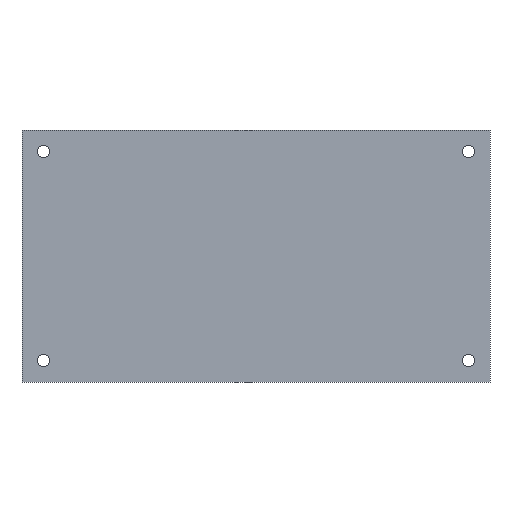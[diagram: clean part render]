
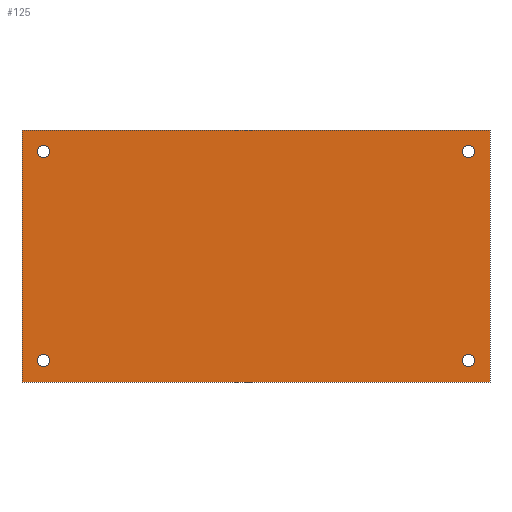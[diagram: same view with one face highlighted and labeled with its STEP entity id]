
A CAD part, front view. The second image highlights one B-rep face of the part: STEP entity #125.
In plain terms, the highlighted planar face has unit normal (0, -1, 0).
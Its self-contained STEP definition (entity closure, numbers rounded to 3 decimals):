
#23 = DIRECTION ( 'NONE',  ( 0., 1., 0. ) ) ;
#29 = EDGE_CURVE ( 'NONE', #748, #2051, #1456, .T. ) ;
#61 = EDGE_CURVE ( 'NONE', #1097, #2010, #1816, .T. ) ;
#67 = DIRECTION ( 'NONE',  ( 0., -1., 0. ) ) ;
#81 = ORIENTED_EDGE ( 'NONE', *, *, #61, .T. ) ;
#101 = FACE_BOUND ( 'NONE', #2061, .T. ) ;
#119 = VERTEX_POINT ( 'NONE', #1443 ) ;
#125 = ADVANCED_FACE ( 'NONE', ( #760, #224, #1229, #101, #1059 ), #887, .T. ) ;
#126 = CARTESIAN_POINT ( 'NONE',  ( 6., 0., -4.3 ) ) ;
#130 = CARTESIAN_POINT ( 'NONE',  ( 124., 0., -64. ) ) ;
#132 = CIRCLE ( 'NONE', #2033, 1.7 ) ;
#180 = VECTOR ( 'NONE', #689, 1000. ) ;
#182 = EDGE_CURVE ( 'NONE', #972, #493, #654, .T. ) ;
#189 = LINE ( 'NONE', #322, #180 ) ;
#222 = DIRECTION ( 'NONE',  ( 0., 0., 1. ) ) ;
#224 = FACE_BOUND ( 'NONE', #422, .T. ) ;
#235 = CIRCLE ( 'NONE', #971, 1.7 ) ;
#274 = ORIENTED_EDGE ( 'NONE', *, *, #351, .T. ) ;
#283 = EDGE_CURVE ( 'NONE', #2051, #119, #1507, .T. ) ;
#310 = VERTEX_POINT ( 'NONE', #705 ) ;
#322 = CARTESIAN_POINT ( 'NONE',  ( 0., 0., 0. ) ) ;
#337 = VERTEX_POINT ( 'NONE', #2043 ) ;
#351 = EDGE_CURVE ( 'NONE', #310, #1307, #132, .T. ) ;
#358 = AXIS2_PLACEMENT_3D ( 'NONE', #1224, #1745, #222 ) ;
#388 = VECTOR ( 'NONE', #746, 1000. ) ;
#422 = EDGE_LOOP ( 'NONE', ( #1765, #735 ) ) ;
#443 = EDGE_CURVE ( 'NONE', #2010, #1097, #1969, .T. ) ;
#493 = VERTEX_POINT ( 'NONE', #1694 ) ;
#578 = CARTESIAN_POINT ( 'NONE',  ( 6., 0., -7.7 ) ) ;
#583 = CIRCLE ( 'NONE', #1833, 1.7 ) ;
#613 = EDGE_CURVE ( 'NONE', #697, #337, #583, .T. ) ;
#622 = CARTESIAN_POINT ( 'NONE',  ( 0., 0., 0. ) ) ;
#632 = DIRECTION ( 'NONE',  ( 0., 1., 0. ) ) ;
#641 = EDGE_LOOP ( 'NONE', ( #1161, #993, #922, #1830 ) ) ;
#654 = CIRCLE ( 'NONE', #1801, 1.7 ) ;
#667 = VERTEX_POINT ( 'NONE', #1953 ) ;
#673 = EDGE_CURVE ( 'NONE', #119, #667, #1972, .T. ) ;
#689 = DIRECTION ( 'NONE',  ( 1., 0., 0. ) ) ;
#697 = VERTEX_POINT ( 'NONE', #1662 ) ;
#698 = DIRECTION ( 'NONE',  ( 0., 1., 0. ) ) ;
#705 = CARTESIAN_POINT ( 'NONE',  ( 6., 0., -65.7 ) ) ;
#722 = DIRECTION ( 'NONE',  ( 0., 0., -1. ) ) ;
#735 = ORIENTED_EDGE ( 'NONE', *, *, #182, .T. ) ;
#746 = DIRECTION ( 'NONE',  ( 0., 0., -1. ) ) ;
#748 = VERTEX_POINT ( 'NONE', #930 ) ;
#760 = FACE_BOUND ( 'NONE', #2041, .T. ) ;
#767 = DIRECTION ( 'NONE',  ( 0., 0., 1. ) ) ;
#777 = CARTESIAN_POINT ( 'NONE',  ( 124., 0., -6. ) ) ;
#792 = DIRECTION ( 'NONE',  ( 0., 0., 1. ) ) ;
#798 = DIRECTION ( 'NONE',  ( 0., 1., 0. ) ) ;
#821 = VECTOR ( 'NONE', #953, 1000. ) ;
#822 = EDGE_CURVE ( 'NONE', #1307, #310, #235, .T. ) ;
#838 = CARTESIAN_POINT ( 'NONE',  ( 6., 0., -62.3 ) ) ;
#845 = DIRECTION ( 'NONE',  ( 0., 0., -1. ) ) ;
#887 = PLANE ( 'NONE',  #2093 ) ;
#922 = ORIENTED_EDGE ( 'NONE', *, *, #29, .F. ) ;
#930 = CARTESIAN_POINT ( 'NONE',  ( 130., 0., 0. ) ) ;
#939 = VECTOR ( 'NONE', #1825, 1000. ) ;
#953 = DIRECTION ( 'NONE',  ( 0., 0., 1. ) ) ;
#968 = AXIS2_PLACEMENT_3D ( 'NONE', #2020, #698, #1198 ) ;
#971 = AXIS2_PLACEMENT_3D ( 'NONE', #2163, #632, #1353 ) ;
#972 = VERTEX_POINT ( 'NONE', #2080 ) ;
#987 = AXIS2_PLACEMENT_3D ( 'NONE', #1430, #1633, #1782 ) ;
#993 = ORIENTED_EDGE ( 'NONE', *, *, #283, .F. ) ;
#1026 = CARTESIAN_POINT ( 'NONE',  ( 6., 0., -64. ) ) ;
#1051 = AXIS2_PLACEMENT_3D ( 'NONE', #2173, #798, #767 ) ;
#1059 = FACE_OUTER_BOUND ( 'NONE', #641, .T. ) ;
#1097 = VERTEX_POINT ( 'NONE', #578 ) ;
#1148 = CARTESIAN_POINT ( 'NONE',  ( 0., 0., -70. ) ) ;
#1161 = ORIENTED_EDGE ( 'NONE', *, *, #673, .F. ) ;
#1198 = DIRECTION ( 'NONE',  ( 0., 0., 1. ) ) ;
#1224 = CARTESIAN_POINT ( 'NONE',  ( 124., 0., -6. ) ) ;
#1229 = FACE_BOUND ( 'NONE', #1693, .T. ) ;
#1232 = CARTESIAN_POINT ( 'NONE',  ( 130., 0., -70. ) ) ;
#1307 = VERTEX_POINT ( 'NONE', #838 ) ;
#1328 = CIRCLE ( 'NONE', #358, 1.7 ) ;
#1353 = DIRECTION ( 'NONE',  ( 0., 0., -1. ) ) ;
#1424 = ORIENTED_EDGE ( 'NONE', *, *, #822, .T. ) ;
#1430 = CARTESIAN_POINT ( 'NONE',  ( 6., 0., -6. ) ) ;
#1443 = CARTESIAN_POINT ( 'NONE',  ( 0., 0., -70. ) ) ;
#1444 = EDGE_CURVE ( 'NONE', #337, #697, #1328, .T. ) ;
#1456 = LINE ( 'NONE', #1957, #388 ) ;
#1470 = DIRECTION ( 'NONE',  ( 0., 1., 0. ) ) ;
#1507 = LINE ( 'NONE', #1148, #939 ) ;
#1583 = CARTESIAN_POINT ( 'NONE',  ( 0., 0., 0. ) ) ;
#1633 = DIRECTION ( 'NONE',  ( 0., 1., 0. ) ) ;
#1662 = CARTESIAN_POINT ( 'NONE',  ( 124., 0., -4.3 ) ) ;
#1679 = ORIENTED_EDGE ( 'NONE', *, *, #443, .T. ) ;
#1693 = EDGE_LOOP ( 'NONE', ( #1424, #274 ) ) ;
#1694 = CARTESIAN_POINT ( 'NONE',  ( 124., 0., -62.3 ) ) ;
#1745 = DIRECTION ( 'NONE',  ( 0., 1., 0. ) ) ;
#1757 = ORIENTED_EDGE ( 'NONE', *, *, #613, .T. ) ;
#1765 = ORIENTED_EDGE ( 'NONE', *, *, #1895, .T. ) ;
#1782 = DIRECTION ( 'NONE',  ( 0., 0., 1. ) ) ;
#1801 = AXIS2_PLACEMENT_3D ( 'NONE', #130, #1966, #792 ) ;
#1816 = CIRCLE ( 'NONE', #987, 1.7 ) ;
#1825 = DIRECTION ( 'NONE',  ( -1., 0., 0. ) ) ;
#1830 = ORIENTED_EDGE ( 'NONE', *, *, #2140, .F. ) ;
#1833 = AXIS2_PLACEMENT_3D ( 'NONE', #777, #1470, #2130 ) ;
#1895 = EDGE_CURVE ( 'NONE', #493, #972, #2161, .T. ) ;
#1953 = CARTESIAN_POINT ( 'NONE',  ( 0., 0., 0. ) ) ;
#1957 = CARTESIAN_POINT ( 'NONE',  ( 130., 0., -70. ) ) ;
#1966 = DIRECTION ( 'NONE',  ( 0., 1., 0. ) ) ;
#1969 = CIRCLE ( 'NONE', #968, 1.7 ) ;
#1972 = LINE ( 'NONE', #622, #821 ) ;
#2010 = VERTEX_POINT ( 'NONE', #126 ) ;
#2020 = CARTESIAN_POINT ( 'NONE',  ( 6., 0., -6. ) ) ;
#2033 = AXIS2_PLACEMENT_3D ( 'NONE', #1026, #23, #845 ) ;
#2041 = EDGE_LOOP ( 'NONE', ( #1757, #2138 ) ) ;
#2043 = CARTESIAN_POINT ( 'NONE',  ( 124., 0., -7.7 ) ) ;
#2051 = VERTEX_POINT ( 'NONE', #1232 ) ;
#2061 = EDGE_LOOP ( 'NONE', ( #1679, #81 ) ) ;
#2080 = CARTESIAN_POINT ( 'NONE',  ( 124., 0., -65.7 ) ) ;
#2093 = AXIS2_PLACEMENT_3D ( 'NONE', #1583, #67, #722 ) ;
#2130 = DIRECTION ( 'NONE',  ( 0., 0., 1. ) ) ;
#2138 = ORIENTED_EDGE ( 'NONE', *, *, #1444, .T. ) ;
#2140 = EDGE_CURVE ( 'NONE', #667, #748, #189, .T. ) ;
#2161 = CIRCLE ( 'NONE', #1051, 1.7 ) ;
#2163 = CARTESIAN_POINT ( 'NONE',  ( 6., 0., -64. ) ) ;
#2173 = CARTESIAN_POINT ( 'NONE',  ( 124., 0., -64. ) ) ;
